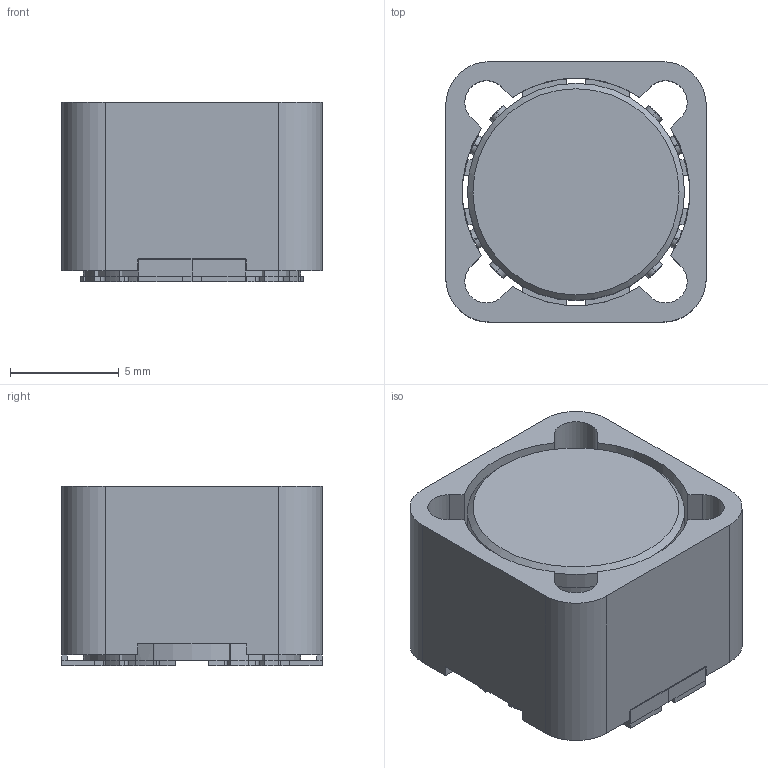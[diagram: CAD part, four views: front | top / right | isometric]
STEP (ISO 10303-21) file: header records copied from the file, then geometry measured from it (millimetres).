
FILE_DESCRIPTION(('FreeCAD Model'),'2;1');
FILE_NAME( 'inductor_02.step', '2019-03-16T13:07:18',('Anool'),('Wyolum'), 'Open CASCADE STEP processor 7.3','FreeCAD','Unknown');
FILE_SCHEMA(('AUTOMOTIVE_DESIGN { 1 0 10303 214 1 1 1 1 }'));
Length unit declared in the file: millimetre
Products named in the file (6): Body; Body001; Mirror_of_Body002; Body002; Mirror_of_Mirror_of_Body003; Mirror_of_Body003
Bounding box: 12 x 12 x 8.25 mm (x, y, z)
Volume: 663.5 mm3; surface area: 1416.3 mm2
Topology: 6 solids, 6 shells, 233 faces, 599 edges, 379 vertices
Faces by surface type: plane 145, cylinder 87, cone 1
Full cylindrical faces by diameter (mm): 5.8 x1, 10 x2
Entity records: 7392 total; most frequent: CARTESIAN_POINT 1564, ORIENTED_EDGE 1198, DIRECTION 1178, EDGE_CURVE 599, LINE 424, VECTOR 424, VERTEX_POINT 379, AXIS2_PLACEMENT_3D 377
